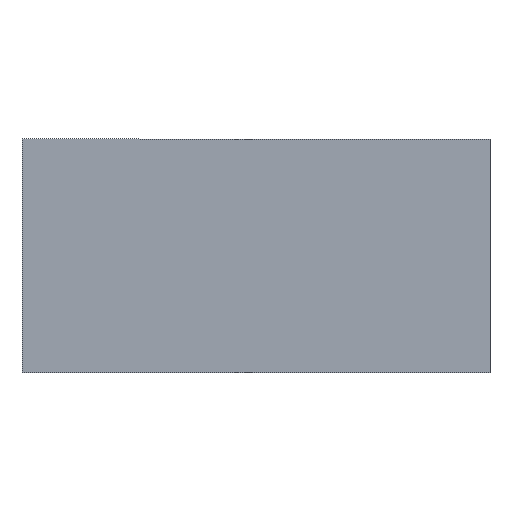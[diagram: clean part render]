
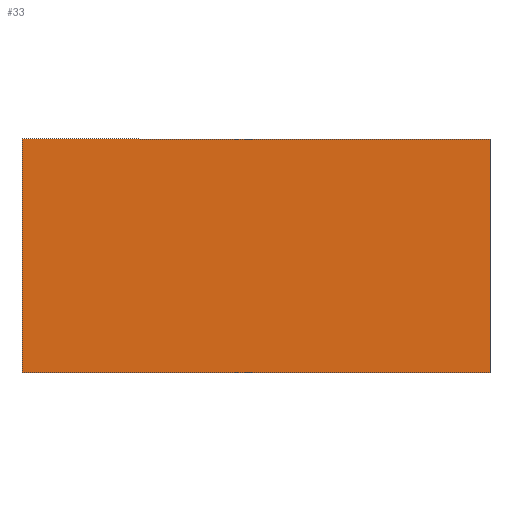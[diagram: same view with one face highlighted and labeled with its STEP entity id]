
A CAD part, front view. The second image highlights one B-rep face of the part: STEP entity #33.
In plain terms, the highlighted planar face has unit normal (0, -1, 0).
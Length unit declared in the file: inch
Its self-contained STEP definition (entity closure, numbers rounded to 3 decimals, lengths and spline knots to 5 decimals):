
#20 = EDGE_CURVE ( 'NONE', #36, #46, #47, .T. ) ;
#21 = EDGE_CURVE ( 'NONE', #72, #36, #42, .T. ) ;
#33 = ADVANCED_FACE ( 'NONE', ( #53 ), #141, .F. ) ;
#36 = VERTEX_POINT ( 'NONE', #146 ) ;
#37 = VECTOR ( 'NONE', #115, 39.37008 ) ;
#42 = LINE ( 'NONE', #113, #37 ) ;
#43 = VECTOR ( 'NONE', #112, 39.37008 ) ;
#46 = VERTEX_POINT ( 'NONE', #147 ) ;
#47 = LINE ( 'NONE', #110, #43 ) ;
#53 = FACE_OUTER_BOUND ( 'NONE', #89, .T. ) ;
#56 = LINE ( 'NONE', #151, #58 ) ;
#58 = VECTOR ( 'NONE', #153, 39.37008 ) ;
#61 = LINE ( 'NONE', #157, #68 ) ;
#68 = VECTOR ( 'NONE', #158, 39.37008 ) ;
#70 = VERTEX_POINT ( 'NONE', #145 ) ;
#72 = VERTEX_POINT ( 'NONE', #149 ) ;
#89 = EDGE_LOOP ( 'NONE', ( #96, #95, #94, #93 ) ) ;
#93 = ORIENTED_EDGE ( 'NONE', *, *, #20, .F. ) ;
#94 = ORIENTED_EDGE ( 'NONE', *, *, #189, .F. ) ;
#95 = ORIENTED_EDGE ( 'NONE', *, *, #192, .F. ) ;
#96 = ORIENTED_EDGE ( 'NONE', *, *, #21, .F. ) ;
#110 = CARTESIAN_POINT ( 'NONE',  ( -8., -0.5, 4. ) ) ;
#112 = DIRECTION ( 'NONE',  ( 1., 0., 0. ) ) ;
#113 = CARTESIAN_POINT ( 'NONE',  ( -8., -0.5, -4. ) ) ;
#115 = DIRECTION ( 'NONE',  ( 0., 0., 1. ) ) ;
#134 = CARTESIAN_POINT ( 'NONE',  ( 0., -0.5, 0. ) ) ;
#141 = PLANE ( 'NONE',  #199 ) ;
#143 = DIRECTION ( 'NONE',  ( 0., 1., 0. ) ) ;
#144 = DIRECTION ( 'NONE',  ( 0., 0., 1. ) ) ;
#145 = CARTESIAN_POINT ( 'NONE',  ( 8., -0.5, -4. ) ) ;
#146 = CARTESIAN_POINT ( 'NONE',  ( -8., -0.5, 4. ) ) ;
#147 = CARTESIAN_POINT ( 'NONE',  ( 8., -0.5, 4. ) ) ;
#149 = CARTESIAN_POINT ( 'NONE',  ( -8., -0.5, -4. ) ) ;
#151 = CARTESIAN_POINT ( 'NONE',  ( 8., -0.5, -4. ) ) ;
#153 = DIRECTION ( 'NONE',  ( 0., 0., -1. ) ) ;
#157 = CARTESIAN_POINT ( 'NONE',  ( -8., -0.5, -4. ) ) ;
#158 = DIRECTION ( 'NONE',  ( -1., 0., 0. ) ) ;
#189 = EDGE_CURVE ( 'NONE', #46, #70, #56, .T. ) ;
#192 = EDGE_CURVE ( 'NONE', #70, #72, #61, .T. ) ;
#199 = AXIS2_PLACEMENT_3D ( 'NONE', #134, #143, #144 ) ;
